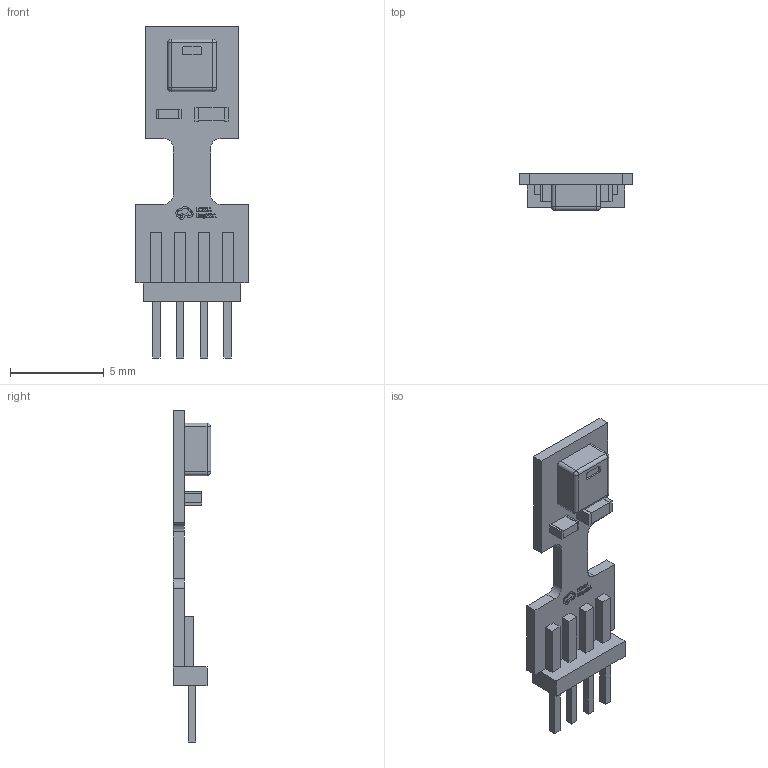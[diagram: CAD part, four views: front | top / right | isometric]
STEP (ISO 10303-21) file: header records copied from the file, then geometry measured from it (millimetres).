
FILE_DESCRIPTION (( 'STEP AP214' ), '1' );
FILE_NAME ('SENSOR-TH_AHT25.step', '2022-07-12T14:43:19', ( '' ), ( '' ), 'SwSTEP 2.0', 'SolidWorks 2020', '' );
FILE_SCHEMA (( 'AUTOMOTIVE_DESIGN' ));
Length unit declared in the file: millimetre
Products named in the file (1): SENSOR-TH_AHT25
Bounding box: 6 x 2 x 17.7 mm (x, y, z)
Volume: 63.7 mm3; surface area: 230 mm2
Topology: 1 solids, 1 shells, 395 faces, 1067 edges, 704 vertices
Faces by surface type: plane 263, bspline 112, cylinder 16, sphere 4
Entity records: 17181 total; most frequent: CARTESIAN_POINT 4267, ORIENTED_EDGE 2126, DIRECTION 1435, EDGE_CURVE 1063, LINE 803, VECTOR 803, VERTEX_POINT 704, EDGE_LOOP 429
